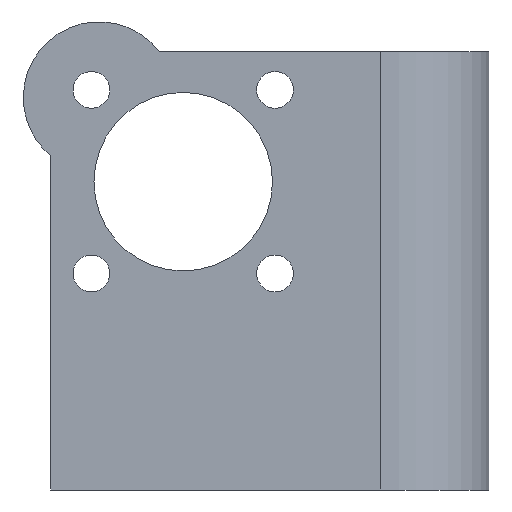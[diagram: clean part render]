
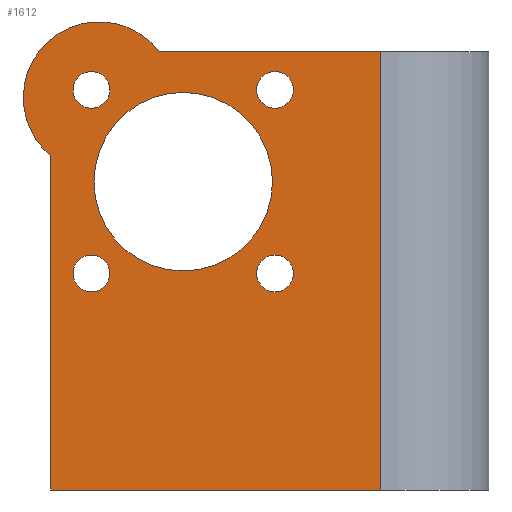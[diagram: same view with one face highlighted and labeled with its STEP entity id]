
A CAD part, left-side view. The second image highlights one B-rep face of the part: STEP entity #1612.
In plain terms, the highlighted planar face has unit normal (-1, 0, 0).
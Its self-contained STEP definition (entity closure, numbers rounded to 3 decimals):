
#14 = CIRCLE ( 'NONE', #848, 1.7 ) ;
#19 = FACE_BOUND ( 'NONE', #1212, .T. ) ;
#23 = CIRCLE ( 'NONE', #1551, 1.7 ) ;
#28 = CARTESIAN_POINT ( 'NONE',  ( -17.5, 0., 0. ) ) ;
#32 = EDGE_CURVE ( 'NONE', #1066, #624, #1425, .T. ) ;
#45 = CIRCLE ( 'NONE', #1248, 7. ) ;
#50 = DIRECTION ( 'NONE',  ( 0., 0., -1. ) ) ;
#60 = FACE_BOUND ( 'NONE', #432, .T. ) ;
#64 = DIRECTION ( 'NONE',  ( -1., 0., 0. ) ) ;
#66 = EDGE_LOOP ( 'NONE', ( #1558, #1293, #1512, #1471, #938, #613 ) ) ;
#94 = EDGE_CURVE ( 'NONE', #681, #1339, #14, .T. ) ;
#99 = CIRCLE ( 'NONE', #966, 8.25 ) ;
#117 = DIRECTION ( 'NONE',  ( 0., 0., -1. ) ) ;
#142 = VECTOR ( 'NONE', #1575, 1000. ) ;
#148 = VERTEX_POINT ( 'NONE', #720 ) ;
#174 = DIRECTION ( 'NONE',  ( 0., 0., -1. ) ) ;
#177 = EDGE_CURVE ( 'NONE', #1589, #696, #860, .T. ) ;
#196 = DIRECTION ( 'NONE',  ( 1., 0., 0. ) ) ;
#197 = FACE_OUTER_BOUND ( 'NONE', #66, .T. ) ;
#200 = DIRECTION ( 'NONE',  ( -1., 0., 0. ) ) ;
#204 = EDGE_LOOP ( 'NONE', ( #1062, #384 ) ) ;
#210 = ORIENTED_EDGE ( 'NONE', *, *, #255, .F. ) ;
#218 = CARTESIAN_POINT ( 'NONE',  ( -17.5, -3.765, 36.985 ) ) ;
#223 = VECTOR ( 'NONE', #1416, 1000. ) ;
#245 = CARTESIAN_POINT ( 'NONE',  ( -17.5, -12.25, 20.25 ) ) ;
#251 = ORIENTED_EDGE ( 'NONE', *, *, #1010, .T. ) ;
#255 = EDGE_CURVE ( 'NONE', #624, #1066, #99, .T. ) ;
#257 = DIRECTION ( 'NONE',  ( 0., -1., 0. ) ) ;
#289 = CARTESIAN_POINT ( 'NONE',  ( -17.5, -20.735, 36.985 ) ) ;
#292 = VERTEX_POINT ( 'NONE', #1128 ) ;
#296 = ORIENTED_EDGE ( 'NONE', *, *, #606, .F. ) ;
#301 = CARTESIAN_POINT ( 'NONE',  ( -17.5, -3.765, 20.015 ) ) ;
#304 = CARTESIAN_POINT ( 'NONE',  ( -17.5, -30.5, 40.5 ) ) ;
#326 = DIRECTION ( 'NONE',  ( 1., 0., 0. ) ) ;
#328 = EDGE_CURVE ( 'NONE', #1379, #1517, #963, .T. ) ;
#332 = CARTESIAN_POINT ( 'NONE',  ( -17.5, -22.435, 36.985 ) ) ;
#333 = DIRECTION ( 'NONE',  ( -1., 0., 0. ) ) ;
#348 = EDGE_LOOP ( 'NONE', ( #210, #1105 ) ) ;
#353 = DIRECTION ( 'NONE',  ( 1., 0., 0. ) ) ;
#354 = CARTESIAN_POINT ( 'NONE',  ( -17.5, -12.25, 28.5 ) ) ;
#384 = ORIENTED_EDGE ( 'NONE', *, *, #422, .F. ) ;
#387 = VERTEX_POINT ( 'NONE', #458 ) ;
#391 = CARTESIAN_POINT ( 'NONE',  ( -17.5, -3.765, 36.985 ) ) ;
#398 = EDGE_CURVE ( 'NONE', #1517, #148, #847, .T. ) ;
#418 = CARTESIAN_POINT ( 'NONE',  ( -17.5, -20.735, 20.015 ) ) ;
#422 = EDGE_CURVE ( 'NONE', #470, #451, #885, .T. ) ;
#432 = EDGE_LOOP ( 'NONE', ( #1253, #1190 ) ) ;
#438 = FACE_BOUND ( 'NONE', #1127, .T. ) ;
#451 = VERTEX_POINT ( 'NONE', #971 ) ;
#457 = EDGE_CURVE ( 'NONE', #451, #470, #1114, .T. ) ;
#458 = CARTESIAN_POINT ( 'NONE',  ( -17.5, -20.735, 21.715 ) ) ;
#467 = EDGE_CURVE ( 'NONE', #1379, #1589, #45, .T. ) ;
#470 = VERTEX_POINT ( 'NONE', #653 ) ;
#502 = CIRCLE ( 'NONE', #1463, 1.7 ) ;
#529 = CARTESIAN_POINT ( 'NONE',  ( -17.5, 0., 0. ) ) ;
#530 = CARTESIAN_POINT ( 'NONE',  ( -17.5, 2.528, 36.278 ) ) ;
#542 = DIRECTION ( 'NONE',  ( 0., 0., -1. ) ) ;
#552 = EDGE_CURVE ( 'NONE', #1553, #387, #1311, .T. ) ;
#556 = FACE_BOUND ( 'NONE', #348, .T. ) ;
#566 = DIRECTION ( 'NONE',  ( 0., 0., -1. ) ) ;
#606 = EDGE_CURVE ( 'NONE', #1339, #681, #502, .T. ) ;
#613 = ORIENTED_EDGE ( 'NONE', *, *, #328, .F. ) ;
#624 = VERTEX_POINT ( 'NONE', #1617 ) ;
#653 = CARTESIAN_POINT ( 'NONE',  ( -17.5, -5.465, 20.015 ) ) ;
#659 = DIRECTION ( 'NONE',  ( 0., 0., -1. ) ) ;
#663 = DIRECTION ( 'NONE',  ( -1., 0., 0. ) ) ;
#668 = EDGE_CURVE ( 'NONE', #292, #958, #23, .T. ) ;
#675 = CIRCLE ( 'NONE', #1662, 1.7 ) ;
#678 = CARTESIAN_POINT ( 'NONE',  ( -17.5, 0., 40.5 ) ) ;
#681 = VERTEX_POINT ( 'NONE', #332 ) ;
#696 = VERTEX_POINT ( 'NONE', #705 ) ;
#705 = CARTESIAN_POINT ( 'NONE',  ( -17.5, 0., 30.893 ) ) ;
#709 = DIRECTION ( 'NONE',  ( -1., 0., 0. ) ) ;
#720 = CARTESIAN_POINT ( 'NONE',  ( -17.5, -30.5, 0. ) ) ;
#728 = DIRECTION ( 'NONE',  ( 1., 0., 0. ) ) ;
#768 = DIRECTION ( 'NONE',  ( 0., 0., -1. ) ) ;
#781 = EDGE_CURVE ( 'NONE', #958, #292, #675, .T. ) ;
#793 = EDGE_CURVE ( 'NONE', #696, #1586, #867, .T. ) ;
#794 = FACE_BOUND ( 'NONE', #204, .T. ) ;
#799 = AXIS2_PLACEMENT_3D ( 'NONE', #1136, #663, #1252 ) ;
#801 = CARTESIAN_POINT ( 'NONE',  ( -17.5, -10.055, 40.5 ) ) ;
#832 = DIRECTION ( 'NONE',  ( 0., 0., 1. ) ) ;
#847 = LINE ( 'NONE', #304, #1638 ) ;
#848 = AXIS2_PLACEMENT_3D ( 'NONE', #289, #64, #851 ) ;
#851 = DIRECTION ( 'NONE',  ( 0., 0., -1. ) ) ;
#855 = DIRECTION ( 'NONE',  ( -1., 0., 0. ) ) ;
#860 = CIRCLE ( 'NONE', #926, 7. ) ;
#862 = EDGE_CURVE ( 'NONE', #1586, #148, #1310, .T. ) ;
#867 = LINE ( 'NONE', #1289, #142 ) ;
#885 = CIRCLE ( 'NONE', #1185, 1.7 ) ;
#892 = ORIENTED_EDGE ( 'NONE', *, *, #94, .F. ) ;
#926 = AXIS2_PLACEMENT_3D ( 'NONE', #1313, #1408, #566 ) ;
#938 = ORIENTED_EDGE ( 'NONE', *, *, #398, .F. ) ;
#958 = VERTEX_POINT ( 'NONE', #1609 ) ;
#963 = LINE ( 'NONE', #678, #1671 ) ;
#966 = AXIS2_PLACEMENT_3D ( 'NONE', #354, #1284, #832 ) ;
#971 = CARTESIAN_POINT ( 'NONE',  ( -17.5, -2.065, 20.015 ) ) ;
#988 = CIRCLE ( 'NONE', #1640, 1.7 ) ;
#1010 = EDGE_CURVE ( 'NONE', #387, #1553, #988, .T. ) ;
#1062 = ORIENTED_EDGE ( 'NONE', *, *, #457, .F. ) ;
#1063 = CARTESIAN_POINT ( 'NONE',  ( -17.5, -3.765, 20.015 ) ) ;
#1066 = VERTEX_POINT ( 'NONE', #245 ) ;
#1105 = ORIENTED_EDGE ( 'NONE', *, *, #32, .F. ) ;
#1107 = DIRECTION ( 'NONE',  ( 0., 0., -1. ) ) ;
#1114 = CIRCLE ( 'NONE', #1239, 1.7 ) ;
#1127 = EDGE_LOOP ( 'NONE', ( #296, #892 ) ) ;
#1128 = CARTESIAN_POINT ( 'NONE',  ( -17.5, -3.765, 35.285 ) ) ;
#1136 = CARTESIAN_POINT ( 'NONE',  ( -17.5, -12.25, 28.5 ) ) ;
#1140 = AXIS2_PLACEMENT_3D ( 'NONE', #1333, #1628, #1432 ) ;
#1185 = AXIS2_PLACEMENT_3D ( 'NONE', #1063, #709, #174 ) ;
#1190 = ORIENTED_EDGE ( 'NONE', *, *, #781, .T. ) ;
#1197 = CARTESIAN_POINT ( 'NONE',  ( -17.5, -20.735, 18.315 ) ) ;
#1212 = EDGE_LOOP ( 'NONE', ( #1681, #251 ) ) ;
#1219 = CARTESIAN_POINT ( 'NONE',  ( -17.5, -20.735, 20.015 ) ) ;
#1239 = AXIS2_PLACEMENT_3D ( 'NONE', #301, #333, #117 ) ;
#1248 = AXIS2_PLACEMENT_3D ( 'NONE', #1414, #200, #659 ) ;
#1252 = DIRECTION ( 'NONE',  ( 0., 0., 1. ) ) ;
#1253 = ORIENTED_EDGE ( 'NONE', *, *, #668, .T. ) ;
#1284 = DIRECTION ( 'NONE',  ( -1., 0., 0. ) ) ;
#1289 = CARTESIAN_POINT ( 'NONE',  ( -17.5, 0., 40.5 ) ) ;
#1293 = ORIENTED_EDGE ( 'NONE', *, *, #177, .T. ) ;
#1310 = LINE ( 'NONE', #28, #223 ) ;
#1311 = CIRCLE ( 'NONE', #1386, 1.7 ) ;
#1313 = CARTESIAN_POINT ( 'NONE',  ( -17.5, -4.472, 36.278 ) ) ;
#1333 = CARTESIAN_POINT ( 'NONE',  ( -17.5, 0., 40.5 ) ) ;
#1339 = VERTEX_POINT ( 'NONE', #1667 ) ;
#1351 = PLANE ( 'NONE',  #1140 ) ;
#1379 = VERTEX_POINT ( 'NONE', #801 ) ;
#1385 = DIRECTION ( 'NONE',  ( 0., 0., -1. ) ) ;
#1386 = AXIS2_PLACEMENT_3D ( 'NONE', #1219, #728, #1385 ) ;
#1408 = DIRECTION ( 'NONE',  ( -1., 0., 0. ) ) ;
#1414 = CARTESIAN_POINT ( 'NONE',  ( -17.5, -4.472, 36.278 ) ) ;
#1416 = DIRECTION ( 'NONE',  ( 0., -1., 0. ) ) ;
#1425 = CIRCLE ( 'NONE', #799, 8.25 ) ;
#1432 = DIRECTION ( 'NONE',  ( 0., 0., -1. ) ) ;
#1463 = AXIS2_PLACEMENT_3D ( 'NONE', #1540, #855, #768 ) ;
#1471 = ORIENTED_EDGE ( 'NONE', *, *, #862, .T. ) ;
#1512 = ORIENTED_EDGE ( 'NONE', *, *, #793, .T. ) ;
#1517 = VERTEX_POINT ( 'NONE', #1594 ) ;
#1540 = CARTESIAN_POINT ( 'NONE',  ( -17.5, -20.735, 36.985 ) ) ;
#1551 = AXIS2_PLACEMENT_3D ( 'NONE', #218, #353, #50 ) ;
#1553 = VERTEX_POINT ( 'NONE', #1197 ) ;
#1558 = ORIENTED_EDGE ( 'NONE', *, *, #467, .T. ) ;
#1575 = DIRECTION ( 'NONE',  ( 0., 0., -1. ) ) ;
#1586 = VERTEX_POINT ( 'NONE', #529 ) ;
#1589 = VERTEX_POINT ( 'NONE', #530 ) ;
#1594 = CARTESIAN_POINT ( 'NONE',  ( -17.5, -30.5, 40.5 ) ) ;
#1609 = CARTESIAN_POINT ( 'NONE',  ( -17.5, -3.765, 38.685 ) ) ;
#1612 = ADVANCED_FACE ( 'NONE', ( #794, #438, #60, #19, #197, #556 ), #1351, .F. ) ;
#1617 = CARTESIAN_POINT ( 'NONE',  ( -17.5, -12.25, 36.75 ) ) ;
#1628 = DIRECTION ( 'NONE',  ( 1., 0., 0. ) ) ;
#1638 = VECTOR ( 'NONE', #1654, 1000. ) ;
#1640 = AXIS2_PLACEMENT_3D ( 'NONE', #418, #326, #1107 ) ;
#1654 = DIRECTION ( 'NONE',  ( 0., 0., -1. ) ) ;
#1662 = AXIS2_PLACEMENT_3D ( 'NONE', #391, #196, #542 ) ;
#1667 = CARTESIAN_POINT ( 'NONE',  ( -17.5, -19.035, 36.985 ) ) ;
#1671 = VECTOR ( 'NONE', #257, 1000. ) ;
#1681 = ORIENTED_EDGE ( 'NONE', *, *, #552, .T. ) ;
